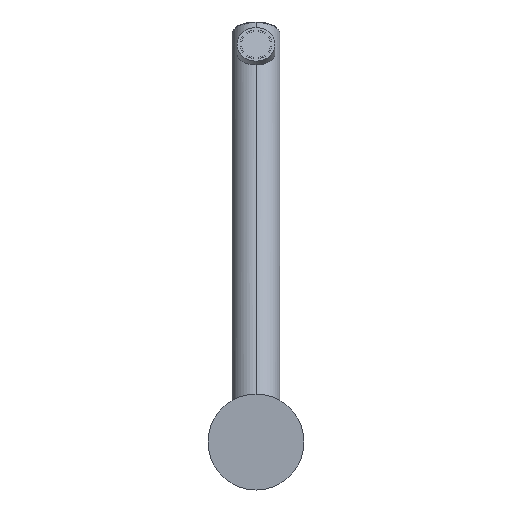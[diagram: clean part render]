
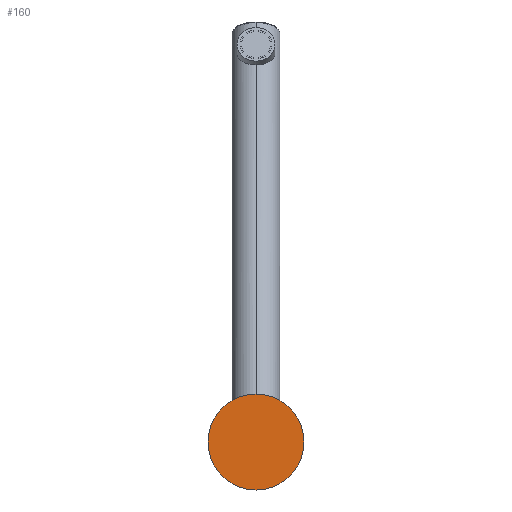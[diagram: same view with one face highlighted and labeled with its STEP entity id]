
A CAD part, front view. The second image highlights one B-rep face of the part: STEP entity #160.
In plain terms, the highlighted planar face has unit normal (0, -1, 0).
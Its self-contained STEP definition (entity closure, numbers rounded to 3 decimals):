
#160=ADVANCED_FACE('NONE',(#309),#310,.F.);
#309=FACE_OUTER_BOUND('',#1802,.T.);
#310=PLANE('',#1803);
#1802=EDGE_LOOP('',(#2313,#2314));
#1803=AXIS2_PLACEMENT_3D('',#2315,#2316,#2317);
#2313=ORIENTED_EDGE('',*,*,#2329,.F.);
#2314=ORIENTED_EDGE('',*,*,#2492,.F.);
#2315=CARTESIAN_POINT('',(24.0,-80.0,0.0));
#2316=DIRECTION('',(0.0,1.0,0.0));
#2317=DIRECTION('',(1.0,0.0,-0.0));
#2329=EDGE_CURVE('NONE',#2501,#2502,#2503,.T.);
#2492=EDGE_CURVE('NONE',#2502,#2501,#2778,.T.);
#2501=VERTEX_POINT('NONE',#2789);
#2502=VERTEX_POINT('NONE',#2790);
#2503=CIRCLE('',#2791,24.0);
#2778=CIRCLE('',#3886,24.0);
#2789=CARTESIAN_POINT('',(0.0,-80.0,24.0));
#2790=CARTESIAN_POINT('',(0.,-80.0,-24.0));
#2791=AXIS2_PLACEMENT_3D('',#3895,#3896,#3897);
#3886=AXIS2_PLACEMENT_3D('',#4180,#4181,#4182);
#3895=CARTESIAN_POINT('',(0.0,-80.0,0.0));
#3896=DIRECTION('',(-0.0,1.0,0.0));
#3897=DIRECTION('',(0.0,0.0,1.0));
#4180=CARTESIAN_POINT('',(0.0,-80.0,0.0));
#4181=DIRECTION('',(-0.0,1.0,0.0));
#4182=DIRECTION('',(0.0,0.0,1.0));
